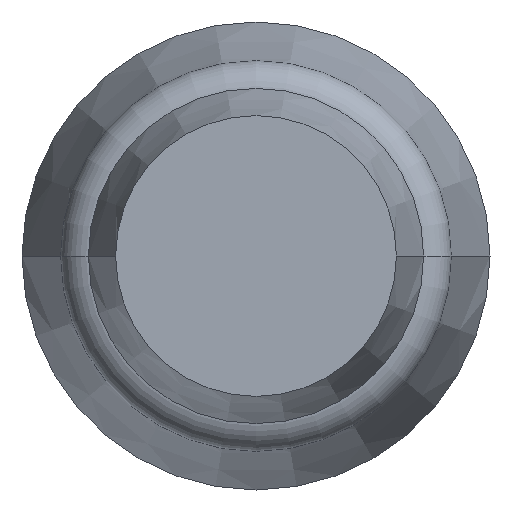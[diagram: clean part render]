
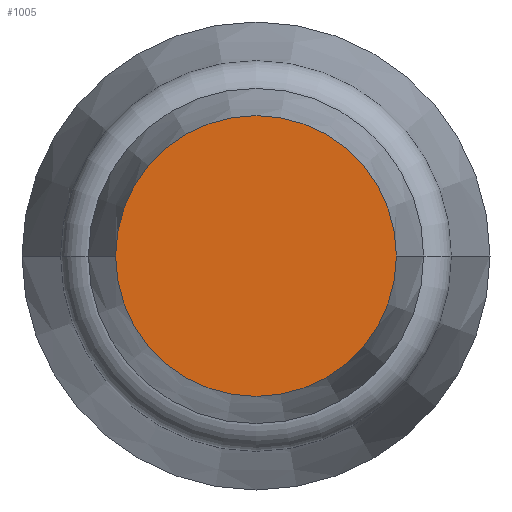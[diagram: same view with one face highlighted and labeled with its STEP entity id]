
A CAD part, left-side view. The second image highlights one B-rep face of the part: STEP entity #1005.
In plain terms, the highlighted planar face has unit normal (-1, 0, 0).
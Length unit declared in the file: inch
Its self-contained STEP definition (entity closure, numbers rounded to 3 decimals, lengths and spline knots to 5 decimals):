
#357=CARTESIAN_POINT('',(-0.72477,0.,0.));
#358=DIRECTION('',(1.,0.,0.));
#359=DIRECTION('',(0.,1.,0.));
#360=AXIS2_PLACEMENT_3D('',#357,#358,#359);
#362=CARTESIAN_POINT('',(-0.72477,0.,0.));
#363=DIRECTION('',(-1.,0.,0.));
#364=DIRECTION('',(0.,1.,0.));
#365=AXIS2_PLACEMENT_3D('',#362,#363,#364);
#375=CARTESIAN_POINT('',(-0.72477,0.11811,0.));
#376=CARTESIAN_POINT('',(-0.72477,-0.11811,0.));
#377=VERTEX_POINT('',#375);
#378=VERTEX_POINT('',#376);
#996=CARTESIAN_POINT('',(-0.72477,0.,0.));
#997=DIRECTION('',(-1.,0.,0.));
#998=DIRECTION('',(0.,1.,0.));
#999=AXIS2_PLACEMENT_3D('',#996,#997,#998);
#1000=PLANE('',#999);
#1001=ORIENTED_EDGE('',*,*,#983,.T.);
#1002=ORIENTED_EDGE('',*,*,#962,.F.);
#1003=EDGE_LOOP('',(#1001,#1002));
#1004=FACE_OUTER_BOUND('',#1003,.F.);
#1005=ADVANCED_FACE('',(#1004),#1000,.T.);
#361=CIRCLE('',#360,0.11811);
#366=CIRCLE('',#365,0.11811);
#962=EDGE_CURVE('',#377,#378,#366,.T.);
#983=EDGE_CURVE('',#377,#378,#361,.T.);
